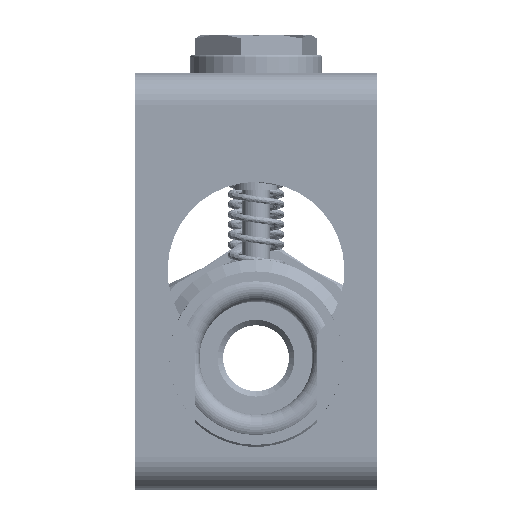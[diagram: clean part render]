
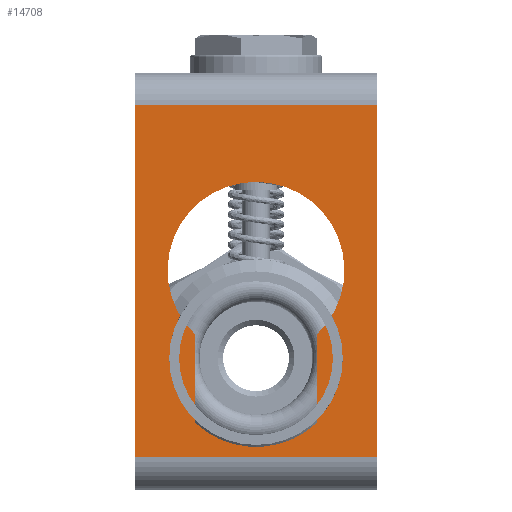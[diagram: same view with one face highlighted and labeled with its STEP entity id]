
A CAD part, front view. The second image highlights one B-rep face of the part: STEP entity #14708.
In plain terms, the highlighted planar face has unit normal (0, -1, 0).
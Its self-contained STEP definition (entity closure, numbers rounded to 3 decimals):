
#235=FACE_BOUND('',#4052,.T.);
#757=LINE('',#41449,#1749);
#763=LINE('',#41481,#1755);
#768=LINE('',#41494,#1760);
#781=LINE('',#41536,#1773);
#784=LINE('',#41545,#1776);
#787=LINE('',#41552,#1779);
#1749=VECTOR('',#17725,10.);
#1755=VECTOR('',#17749,10.);
#1760=VECTOR('',#17760,10.);
#1773=VECTOR('',#17811,10.);
#1776=VECTOR('',#17820,10.);
#1779=VECTOR('',#17829,10.);
#2600=PLANE('',#15707);
#3188=FACE_OUTER_BOUND('',#4051,.T.);
#4051=EDGE_LOOP('',(#11185,#11186,#11187,#11188));
#4052=EDGE_LOOP('',(#11189,#11190,#11191,#11192));
#5294=CIRCLE('',#15702,8.05);
#5295=CIRCLE('',#15705,8.083);
#6201=VERTEX_POINT('',#41446);
#6202=VERTEX_POINT('',#41448);
#6210=VERTEX_POINT('',#41478);
#6211=VERTEX_POINT('',#41480);
#6227=VERTEX_POINT('',#41538);
#6228=VERTEX_POINT('',#41540);
#6229=VERTEX_POINT('',#41544);
#6230=VERTEX_POINT('',#41548);
#7944=EDGE_CURVE('',#6202,#6201,#757,.T.);
#7957=EDGE_CURVE('',#6211,#6210,#763,.T.);
#7964=EDGE_CURVE('',#6210,#6202,#768,.T.);
#7985=EDGE_CURVE('',#6201,#6211,#781,.T.);
#7987=EDGE_CURVE('',#6228,#6227,#5294,.T.);
#7989=EDGE_CURVE('',#6229,#6228,#784,.T.);
#7991=EDGE_CURVE('',#6230,#6229,#5295,.T.);
#7993=EDGE_CURVE('',#6227,#6230,#787,.T.);
#11185=ORIENTED_EDGE('',*,*,#7964,.T.);
#11186=ORIENTED_EDGE('',*,*,#7944,.T.);
#11187=ORIENTED_EDGE('',*,*,#7985,.T.);
#11188=ORIENTED_EDGE('',*,*,#7957,.T.);
#11189=ORIENTED_EDGE('',*,*,#7987,.T.);
#11190=ORIENTED_EDGE('',*,*,#7993,.T.);
#11191=ORIENTED_EDGE('',*,*,#7991,.T.);
#11192=ORIENTED_EDGE('',*,*,#7989,.T.);
#14708=ADVANCED_FACE('',(#3188,#235),#2600,.F.);
#15702=AXIS2_PLACEMENT_3D('',#41541,#17815,#17816);
#15705=AXIS2_PLACEMENT_3D('',#41549,#17824,#17825);
#15707=AXIS2_PLACEMENT_3D('',#41553,#17830,#17831);
#17725=DIRECTION('',(0.,0.,1.));
#17749=DIRECTION('',(0.,0.,-1.));
#17760=DIRECTION('',(1.,0.,0.));
#17811=DIRECTION('',(-1.,0.,0.));
#17815=DIRECTION('center_axis',(0.,1.,0.));
#17816=DIRECTION('ref_axis',(0.689,0.,0.724));
#17820=DIRECTION('',(0.,0.,1.));
#17824=DIRECTION('center_axis',(0.,1.,0.));
#17825=DIRECTION('ref_axis',(-0.687,0.,0.727));
#17829=DIRECTION('',(0.,0.,-1.));
#17830=DIRECTION('center_axis',(0.,1.,0.));
#17831=DIRECTION('ref_axis',(-1.,0.,0.));
#41446=CARTESIAN_POINT('',(12.303,-431.345,-6.276));
#41448=CARTESIAN_POINT('',(12.303,-431.345,-38.276));
#41449=CARTESIAN_POINT('',(12.303,-431.345,-41.276));
#41478=CARTESIAN_POINT('',(-9.697,-431.345,-38.276));
#41480=CARTESIAN_POINT('',(-9.697,-431.345,-6.276));
#41481=CARTESIAN_POINT('',(-9.697,-431.345,-3.276));
#41494=CARTESIAN_POINT('',(6.803,-431.345,-38.276));
#41536=CARTESIAN_POINT('',(6.803,-431.345,-6.276));
#41538=CARTESIAN_POINT('',(6.853,-431.345,-27.106));
#41540=CARTESIAN_POINT('',(-4.247,-431.345,-27.106));
#41541=CARTESIAN_POINT('Origin',(1.303,-431.345,-21.276));
#41544=CARTESIAN_POINT('',(-4.247,-431.345,-35.152));
#41545=CARTESIAN_POINT('',(-4.247,-431.345,-24.691));
#41548=CARTESIAN_POINT('',(6.853,-431.345,-35.152));
#41549=CARTESIAN_POINT('Origin',(1.303,-431.345,-29.276));
#41552=CARTESIAN_POINT('',(6.853,-431.345,-28.714));
#41553=CARTESIAN_POINT('Origin',(1.303,-431.345,-22.276));
